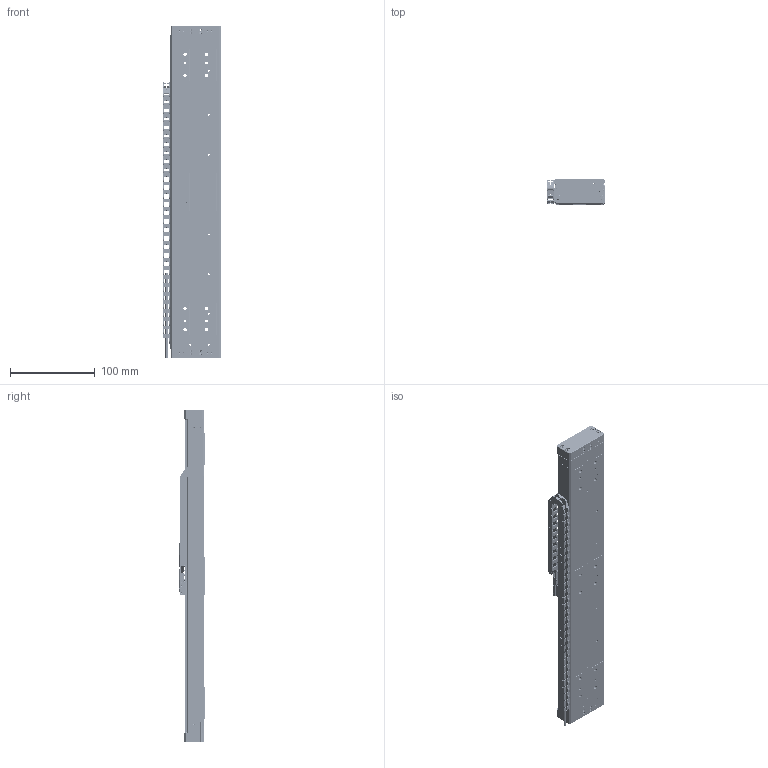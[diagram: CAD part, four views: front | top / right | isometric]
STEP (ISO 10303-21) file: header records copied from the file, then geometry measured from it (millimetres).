
FILE_DESCRIPTION (( 'STEP AP214' ), '1' );
FILE_NAME ('PPS-60-35XXX.STEP', '2023-03-01T23:17:06', ( '' ), ( '' ), 'SwSTEP 2.0', 'SolidWorks 2020', '' );
FILE_SCHEMA (( 'AUTOMOTIVE_DESIGN' ));
Length unit declared in the file: millimetre
Products named in the file (23): SCREW, MS-PPH, M-JCIS_M1.6 x 0.35 x 4mm; IGUS chain, PPS-60_300mm; 430561 Dowel Pin Press Fit Assembly; Dowel Pin, E-NR_E1''16 x 3''8in; SCREW, SHCS-S, M-DIN_M3 x 0.5 x 12mm; 430559 PPS-60, Carriage, L65mm; 430561 PPS-60, End Support, Linear Shaft; SCREW, MS-PPH, M-JCIS_M2 x 0.4 x 7mm; Screw, SHCS-L, M-DIN_M3 x 0.5 x 06mm; 1-8 Ball; 430562 PPS-60, Cable Clamp, Carriage; IGUS chain link; SCREW, MS-PPH, M-JCIS_M2 x 0.4 x 6mm; IGUS chain, end link; PPS-60-35XXX; Dowel Pin, M-DIN_M01.5 x 005; SCREW, SHCS-S, M-DIN_M2 x 0.4 x 03mm; Set Screw, Cup-H, M-DIN_M3 x 0.5 x 04mm; PPS-60, Base, Master Part_300mm; 130174 PPS-60, Bearing Block; 130174 Bearing Slide Rail, PPS-60_300mm; Cable Chain exit cable
Assembly tree (147 placements, depth 3):
  PPS-60-35XXX
    PPS-60, Base, Master Part_300mm
    430559 PPS-60, Carriage, L65mm
    430562 PPS-60, Cable Clamp, Carriage
    SCREW, SHCS-S, M-DIN_M3 x 0.5 x 12mm  x8
    SCREW, MS-PPH, M-JCIS_M1.6 x 0.35 x 4mm  x4
    SCREW, SHCS-S, M-DIN_M2 x 0.4 x 03mm  x8
    Dowel Pin, M-DIN_M01.5 x 005  x2
    130174 PPS-60, Bearing Block  x4
    130174 Bearing Slide Rail, PPS-60_300mm  x2
    SCREW, MS-PPH, M-JCIS_M2 x 0.4 x 6mm  x41
    SCREW, MS-PPH, M-JCIS_M2 x 0.4 x 7mm  x7
    1-8 Ball  x4
    Screw, SHCS-L, M-DIN_M3 x 0.5 x 06mm  x5
    430561 Dowel Pin Press Fit Assembly
      430561 PPS-60, End Support, Linear Shaft
      Dowel Pin, E-NR_E1''16 x 3''8in  x4
    430561 Dowel Pin Press Fit Assembly
      430561 PPS-60, End Support, Linear Shaft
      Dowel Pin, E-NR_E1''16 x 3''8in  x4
    Set Screw, Cup-H, M-DIN_M3 x 0.5 x 04mm  x3
    IGUS chain, PPS-60_300mm
      IGUS chain, end link
      IGUS chain link  x41
    Cable Chain exit cable
Bounding box: 68.7 x 30 x 392 mm (x, y, z)
Volume: 280776.3 mm3; surface area: 156578.6 mm2
Topology: 144 solids, 144 shells, 6802 faces, 16718 edges, 10464 vertices
Faces by surface type: plane 3522, cylinder 2154, cone 634, torus 484, sphere 8
Entity records: 59681 total; most frequent: CARTESIAN_POINT 10705, DIRECTION 10311, ORIENTED_EDGE 8962, EDGE_CURVE 4481, AXIS2_PLACEMENT_3D 3933, VERTEX_POINT 2885, LINE 2445, VECTOR 2445
